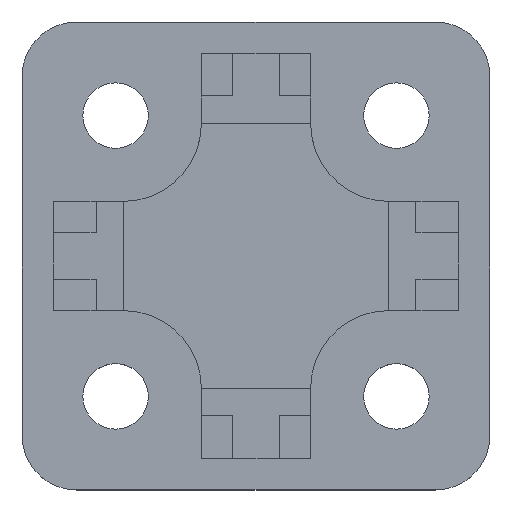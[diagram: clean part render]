
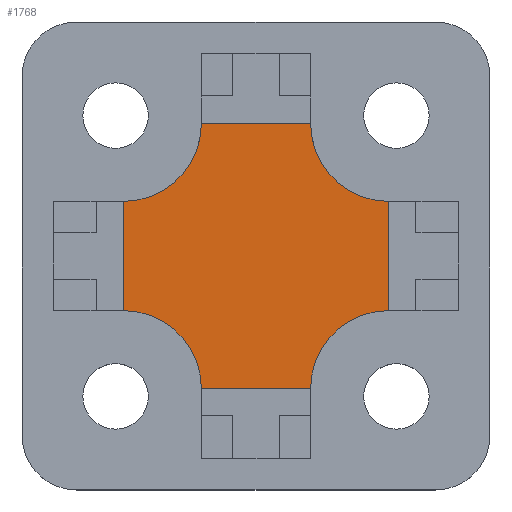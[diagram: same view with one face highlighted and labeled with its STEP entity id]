
A CAD part, top view. The second image highlights one B-rep face of the part: STEP entity #1768.
In plain terms, the highlighted planar face has unit normal (0, 0, 1).
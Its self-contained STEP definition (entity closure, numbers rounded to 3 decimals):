
#58=CIRCLE('',#1888,5.);
#59=CIRCLE('',#1889,5.);
#60=CIRCLE('',#1890,5.);
#61=CIRCLE('',#1891,5.);
#150=FACE_OUTER_BOUND('',#249,.T.);
#249=EDGE_LOOP('',(#1317,#1318,#1319,#1320,#1321,#1322,#1323,#1324));
#333=LINE('',#2526,#529);
#363=LINE('',#2587,#559);
#393=LINE('',#2648,#589);
#432=LINE('',#2728,#628);
#529=VECTOR('',#2022,10.);
#559=VECTOR('',#2070,10.);
#589=VECTOR('',#2118,10.);
#628=VECTOR('',#2193,10.);
#722=VERTEX_POINT('',#2523);
#723=VERTEX_POINT('',#2525);
#744=VERTEX_POINT('',#2584);
#745=VERTEX_POINT('',#2586);
#766=VERTEX_POINT('',#2645);
#767=VERTEX_POINT('',#2647);
#789=VERTEX_POINT('',#2725);
#790=VERTEX_POINT('',#2727);
#889=EDGE_CURVE('',#723,#722,#333,.T.);
#919=EDGE_CURVE('',#745,#744,#363,.T.);
#949=EDGE_CURVE('',#767,#766,#393,.T.);
#988=EDGE_CURVE('',#722,#789,#58,.T.);
#989=EDGE_CURVE('',#789,#790,#432,.T.);
#990=EDGE_CURVE('',#790,#767,#59,.T.);
#991=EDGE_CURVE('',#766,#745,#60,.T.);
#992=EDGE_CURVE('',#744,#723,#61,.T.);
#1317=ORIENTED_EDGE('',*,*,#889,.T.);
#1318=ORIENTED_EDGE('',*,*,#988,.T.);
#1319=ORIENTED_EDGE('',*,*,#989,.T.);
#1320=ORIENTED_EDGE('',*,*,#990,.T.);
#1321=ORIENTED_EDGE('',*,*,#949,.T.);
#1322=ORIENTED_EDGE('',*,*,#991,.T.);
#1323=ORIENTED_EDGE('',*,*,#919,.T.);
#1324=ORIENTED_EDGE('',*,*,#992,.T.);
#1693=PLANE('',#1887);
#1768=ADVANCED_FACE('',(#150),#1693,.T.);
#1887=AXIS2_PLACEMENT_3D('',#2724,#2189,#2190);
#1888=AXIS2_PLACEMENT_3D('',#2726,#2191,#2192);
#1889=AXIS2_PLACEMENT_3D('',#2729,#2194,#2195);
#1890=AXIS2_PLACEMENT_3D('',#2730,#2196,#2197);
#1891=AXIS2_PLACEMENT_3D('',#2731,#2198,#2199);
#2022=DIRECTION('',(0.,1.,0.));
#2070=DIRECTION('',(1.,0.,0.));
#2118=DIRECTION('',(0.,-1.,0.));
#2189=DIRECTION('center_axis',(0.,0.,1.));
#2190=DIRECTION('ref_axis',(1.,0.,0.));
#2191=DIRECTION('center_axis',(0.,0.,-1.));
#2192=DIRECTION('ref_axis',(1.,0.,0.));
#2193=DIRECTION('',(-1.,0.,0.));
#2194=DIRECTION('center_axis',(0.,0.,-1.));
#2195=DIRECTION('ref_axis',(0.,1.,0.));
#2196=DIRECTION('center_axis',(0.,0.,-1.));
#2197=DIRECTION('ref_axis',(-1.,0.,0.));
#2198=DIRECTION('center_axis',(0.,0.,-1.));
#2199=DIRECTION('ref_axis',(0.,-1.,0.));
#2523=CARTESIAN_POINT('',(8.5,3.5,-1.));
#2525=CARTESIAN_POINT('',(8.5,-3.5,-1.));
#2526=CARTESIAN_POINT('',(8.5,-1.75,-1.));
#2584=CARTESIAN_POINT('',(3.5,-8.5,-1.));
#2586=CARTESIAN_POINT('',(-3.5,-8.5,-1.));
#2587=CARTESIAN_POINT('',(-1.75,-8.5,-1.));
#2645=CARTESIAN_POINT('',(-8.5,-3.5,-1.));
#2647=CARTESIAN_POINT('',(-8.5,3.5,-1.));
#2648=CARTESIAN_POINT('',(-8.5,1.75,-1.));
#2724=CARTESIAN_POINT('Origin',(0.,0.,
-1.));
#2725=CARTESIAN_POINT('',(3.5,8.5,-1.));
#2726=CARTESIAN_POINT('Origin',(8.5,8.5,-1.));
#2727=CARTESIAN_POINT('',(-3.5,8.5,-1.));
#2728=CARTESIAN_POINT('',(1.75,8.5,-1.));
#2729=CARTESIAN_POINT('Origin',(-8.5,8.5,-1.));
#2730=CARTESIAN_POINT('Origin',(-8.5,-8.5,-1.));
#2731=CARTESIAN_POINT('Origin',(8.5,-8.5,-1.));
